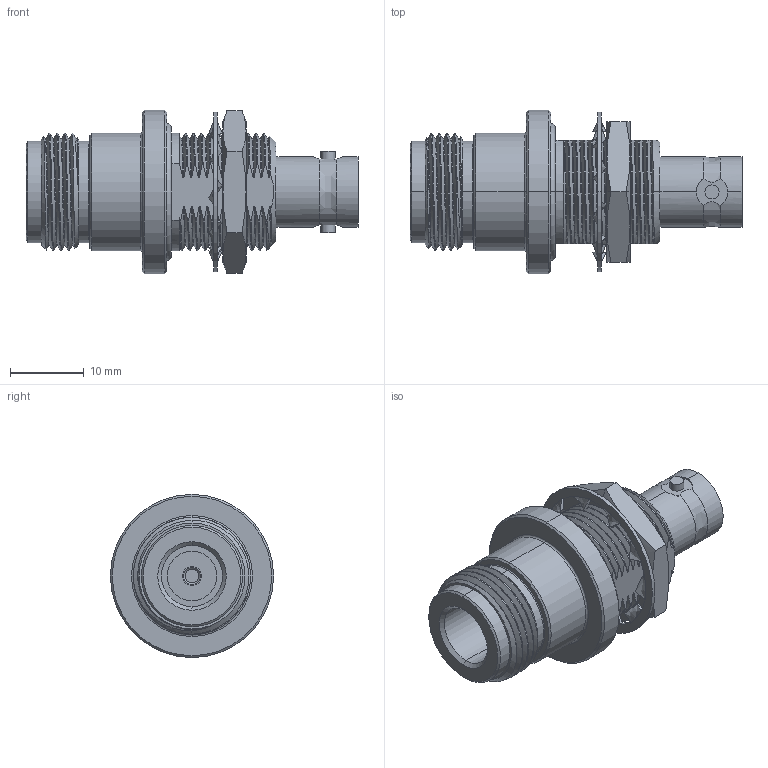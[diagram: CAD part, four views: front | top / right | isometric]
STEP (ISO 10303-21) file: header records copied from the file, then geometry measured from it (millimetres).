
FILE_DESCRIPTION (( 'STEP AP214' ), '1' );
FILE_NAME ('PE9261.STEP', '2018-02-07T16:16:32', ( '' ), ( '' ), 'SwSTEP 2.0', 'SolidWorks 2017', '' );
FILE_SCHEMA (( 'AUTOMOTIVE_DESIGN' ));
Length unit declared in the file: inch
Products named in the file (1): PE9261
Bounding box: 44.96 x 22.1 x 22.1 mm (x, y, z)
Volume: 6890 mm3; surface area: 5250.1 mm2
Topology: 4 solids, 4 shells, 368 faces, 1039 edges, 691 vertices
Faces by surface type: bspline 124, cylinder 115, plane 72, cone 49, torus 8
Entity records: 47466 total; most frequent: CARTESIAN_POINT 38589, ORIENTED_EDGE 2078, DIRECTION 1228, EDGE_CURVE 1039, VERTEX_POINT 691, AXIS2_PLACEMENT_3D 460, EDGE_LOOP 386, FACE_OUTER_BOUND 368
